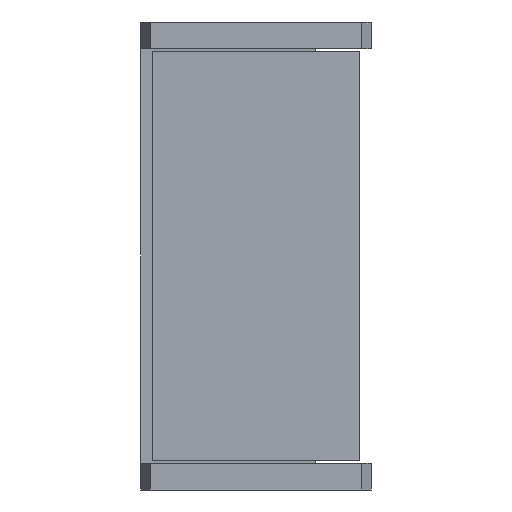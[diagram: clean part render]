
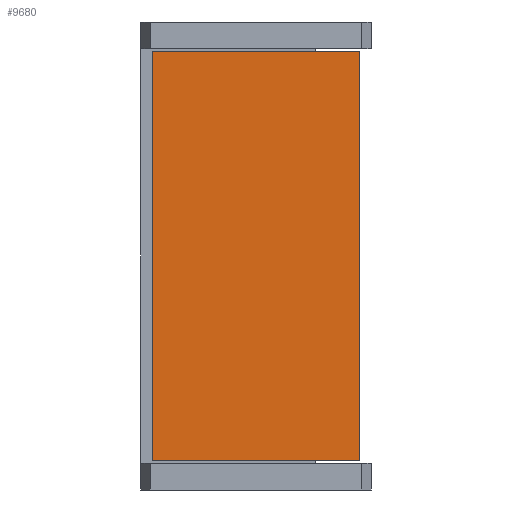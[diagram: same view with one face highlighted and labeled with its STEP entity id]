
A CAD part, front view. The second image highlights one B-rep face of the part: STEP entity #9680.
In plain terms, the highlighted planar face has unit normal (0, -1, 0).
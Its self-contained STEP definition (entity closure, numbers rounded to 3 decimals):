
#1680=CARTESIAN_POINT('',(0.,27.153,-17.75));
#1690=DIRECTION('',(-1.,-0.,0.));
#1700=VECTOR('',#1690,1.);
#1710=LINE('',#1680,#1700);
#1720=CARTESIAN_POINT('',(30.147,27.153,-17.75));
#1730=VERTEX_POINT('',#1720);
#1740=CARTESIAN_POINT('',(12.147,27.153,-17.75));
#1750=VERTEX_POINT('',#1740);
#1760=EDGE_CURVE('',#1730,#1750,#1710,.T.);
#3920=CARTESIAN_POINT('',(0.,27.153,17.75));
#3930=DIRECTION('',(1.,0.,0.));
#3940=VECTOR('',#3930,1.);
#3950=LINE('',#3920,#3940);
#3960=CARTESIAN_POINT('',(12.147,27.153,17.75));
#3970=VERTEX_POINT('',#3960);
#3980=CARTESIAN_POINT('',(30.147,27.153,17.75));
#3990=VERTEX_POINT('',#3980);
#4000=EDGE_CURVE('',#3970,#3990,#3950,.T.);
#9470=CARTESIAN_POINT('',(30.147,27.153,16.05));
#9480=DIRECTION('',(0.,-1.,0.));
#9490=DIRECTION('',(0.,0.,1.));
#9500=AXIS2_PLACEMENT_3D('',#9470,#9480,#9490);
#9510=PLANE('',#9500);
#9520=ORIENTED_EDGE('',*,*,#1760,.F.);
#9530=CARTESIAN_POINT('',(12.147,27.153,0.));
#9540=DIRECTION('',(0.,-0.,-1.));
#9550=VECTOR('',#9540,1.);
#9560=LINE('',#9530,#9550);
#9570=EDGE_CURVE('',#3970,#1750,#9560,.T.);
#9580=ORIENTED_EDGE('',*,*,#9570,.T.);
#9590=ORIENTED_EDGE('',*,*,#4000,.F.);
#9600=CARTESIAN_POINT('',(30.147,27.153,0.));
#9610=DIRECTION('',(0.,-0.,-1.));
#9620=VECTOR('',#9610,1.);
#9630=LINE('',#9600,#9620);
#9640=EDGE_CURVE('',#3990,#1730,#9630,.T.);
#9650=ORIENTED_EDGE('',*,*,#9640,.F.);
#9660=EDGE_LOOP('',(#9650,#9590,#9580,#9520));
#9670=FACE_OUTER_BOUND('',#9660,.T.);
#9680=ADVANCED_FACE('',(#9670),#9510,.T.);
